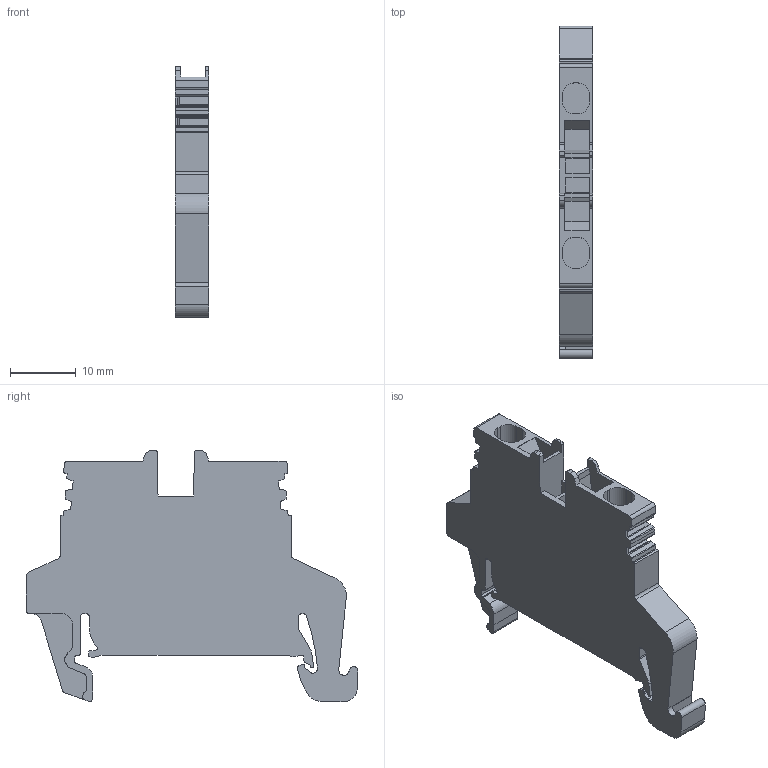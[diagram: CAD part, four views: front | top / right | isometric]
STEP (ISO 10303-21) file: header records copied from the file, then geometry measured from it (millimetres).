
FILE_DESCRIPTION(('CATIA V5R22 STEP214','CAx-IF Rec.Pracs.--- Model Styling and Organization---1.4--- 2014-01-23'),'2;1');
FILE_NAME ('D1450949_0', '2020-08-11T09:48:56+00:00', ('Weidmueller Interface'), ('Weidmueller'), 'CATIA Version 5-6 Release 2016 SP3 HF44', 'CATIA V5 STEP AP214', 'none');
FILE_SCHEMA(('AUTOMOTIVE_DESIGN { 1 0 10303 214 1 1 1 1 }'));
Length unit declared in the file: millimetre
Products named in the file (1): 1316880000
Bounding box: 5.1 x 50.3 x 38.05 mm (x, y, z)
Volume: 5481.8 mm3; surface area: 4150 mm2
Topology: 1 solids, 1 shells, 277 faces, 808 edges, 537 vertices
Faces by surface type: plane 165, cylinder 112
Entity records: 8735 total; most frequent: ORIENTED_EDGE 1616, CARTESIAN_POINT 1591, DIRECTION 1250, EDGE_CURVE 808, VECTOR 578, LINE 578, VERTEX_POINT 537, AXIS2_PLACEMENT_3D 448
